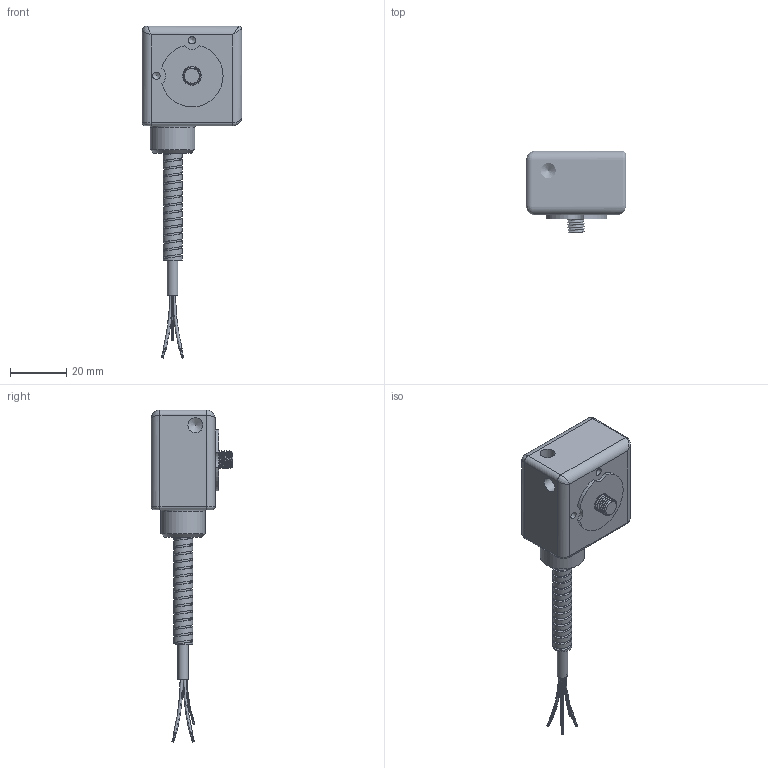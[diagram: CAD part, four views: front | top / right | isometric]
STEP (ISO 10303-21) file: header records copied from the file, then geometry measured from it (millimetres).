
FILE_DESCRIPTION(/* description */ (''),/* implementation_level */ '2;1');
FILE_NAME(/* name */ 'MASTER_TRIAX_SIDE_EXIT_ARMOR_STANDARD.stp',/* time_stamp */ '2017-04-26T11:27:30-04:00',/* author */ ('aneininger'),/* organization */ (''),/* preprocessor_version */ 'ST-DEVELOPER v16.5',/* originating_system */ 'Autodesk Inventor 2017',/* authorisation */ '');
FILE_SCHEMA (('AUTOMOTIVE_DESIGN { 1 0 10303 214 3 1 1 }'));
Products named in the file (3): MASTER_TRIAX_SIDE_EXIT_ARMOR_STANDARD_STEP; MASTER_TRIAX_SIDE_EXIT_ARMOR_STANDARD; ACP32108
Assembly tree (2 placements, depth 2):
  MASTER_TRIAX_SIDE_EXIT_ARMOR_STANDARD_STEP
    MASTER_TRIAX_SIDE_EXIT_ARMOR_STANDARD
    ACP32108
Bounding box: 35.56 x 29.21 x 118.56 mm (x, y, z)
Volume: 30500.7 mm3; surface area: 16888.6 mm2
Topology: 43 solids, 43 shells, 871 faces, 1900 edges, 999 vertices
Faces by surface type: bspline 329, torus 181, cylinder 175, plane 170, cone 16
Full cylindrical faces by diameter (mm): 1.27 x1, 2.032 x4, 2.642 x2, 3.245 x1, 3.759 x1, 3.937 x1, 4.953 x1, 5.359 x3, 6.756 x1, 9.525 x1, 10.668 x1, 11.43 x1, 15.875 x1
Entity records: 47849 total; most frequent: CARTESIAN_POINT 28846, ORIENTED_EDGE 4050, DIRECTION 3672, EDGE_CURVE 1809, AXIS2_PLACEMENT_3D 1682, CIRCLE 1059, VERTEX_POINT 988, EDGE_LOOP 953
